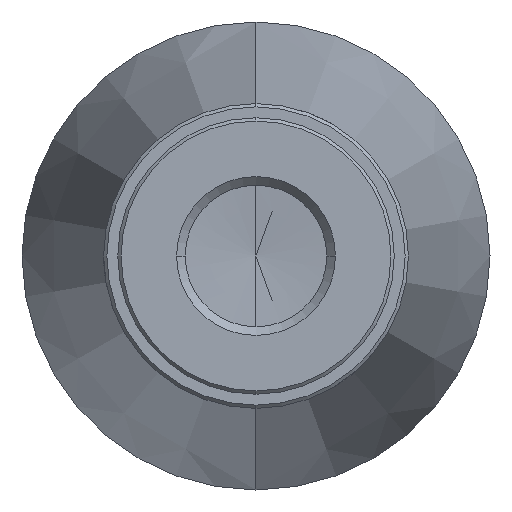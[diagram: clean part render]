
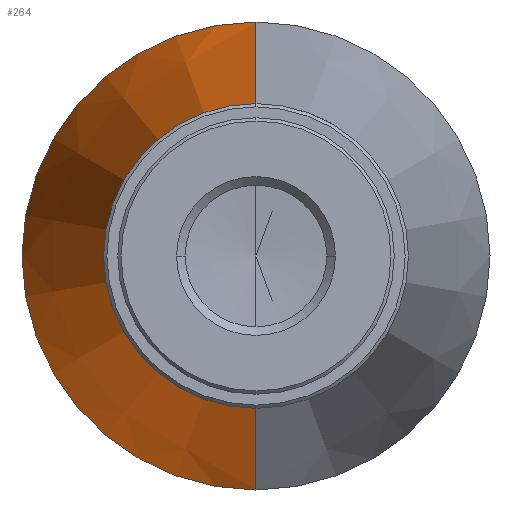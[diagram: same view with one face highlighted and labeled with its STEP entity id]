
A CAD part, left-side view. The second image highlights one B-rep face of the part: STEP entity #264.
In plain terms, the highlighted conical face has half-angle 13 degrees and reference radius 11 mm.
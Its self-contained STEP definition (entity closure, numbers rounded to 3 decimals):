
#17 = CARTESIAN_POINT ( 'NONE',  ( 9.81, 0., 11. ) ) ;
#45 = DIRECTION ( 'NONE',  ( 1., 0., 0. ) ) ;
#66 = VERTEX_POINT ( 'NONE', #930 ) ;
#102 = VECTOR ( 'NONE', #1230, 1000. ) ;
#163 = CARTESIAN_POINT ( 'NONE',  ( 55.29, 0., 0. ) ) ;
#250 = EDGE_CURVE ( 'NONE', #893, #786, #410, .T. ) ;
#264 = ADVANCED_FACE ( 'NONE', ( #890 ), #1440, .T. ) ;
#270 = ORIENTED_EDGE ( 'NONE', *, *, #291, .F. ) ;
#291 = EDGE_CURVE ( 'NONE', #893, #66, #1475, .T. ) ;
#329 = VERTEX_POINT ( 'NONE', #1364 ) ;
#410 = CIRCLE ( 'NONE', #765, 11. ) ;
#524 = DIRECTION ( 'NONE',  ( 0., -1., 0. ) ) ;
#622 = EDGE_CURVE ( 'NONE', #786, #329, #1154, .T. ) ;
#624 = CIRCLE ( 'NONE', #1286, 21.5 ) ;
#638 = CARTESIAN_POINT ( 'NONE',  ( 9.81, 0., 0. ) ) ;
#716 = AXIS2_PLACEMENT_3D ( 'NONE', #1436, #730, #740 ) ;
#730 = DIRECTION ( 'NONE',  ( 1., 0., 0. ) ) ;
#740 = DIRECTION ( 'NONE',  ( 0., 0., -1. ) ) ;
#765 = AXIS2_PLACEMENT_3D ( 'NONE', #638, #1305, #524 ) ;
#766 = DIRECTION ( 'NONE',  ( 0.974, 0., 0.225 ) ) ;
#786 = VERTEX_POINT ( 'NONE', #17 ) ;
#835 = DIRECTION ( 'NONE',  ( 0., 1., 0. ) ) ;
#890 = FACE_OUTER_BOUND ( 'NONE', #1449, .T. ) ;
#893 = VERTEX_POINT ( 'NONE', #1096 ) ;
#930 = CARTESIAN_POINT ( 'NONE',  ( 55.29, 0., -21.5 ) ) ;
#1001 = ORIENTED_EDGE ( 'NONE', *, *, #250, .T. ) ;
#1094 = CARTESIAN_POINT ( 'NONE',  ( 9.81, 0., -11. ) ) ;
#1096 = CARTESIAN_POINT ( 'NONE',  ( 9.81, 0., -11. ) ) ;
#1119 = VECTOR ( 'NONE', #766, 1000. ) ;
#1136 = ORIENTED_EDGE ( 'NONE', *, *, #622, .T. ) ;
#1154 = LINE ( 'NONE', #1229, #1119 ) ;
#1190 = ORIENTED_EDGE ( 'NONE', *, *, #1299, .F. ) ;
#1229 = CARTESIAN_POINT ( 'NONE',  ( 9.81, 0., 11. ) ) ;
#1230 = DIRECTION ( 'NONE',  ( 0.974, 0., -0.225 ) ) ;
#1286 = AXIS2_PLACEMENT_3D ( 'NONE', #163, #45, #835 ) ;
#1299 = EDGE_CURVE ( 'NONE', #66, #329, #624, .T. ) ;
#1305 = DIRECTION ( 'NONE',  ( 1., 0., 0. ) ) ;
#1364 = CARTESIAN_POINT ( 'NONE',  ( 55.29, 0., 21.5 ) ) ;
#1436 = CARTESIAN_POINT ( 'NONE',  ( 9.81, 0., 0. ) ) ;
#1440 = CONICAL_SURFACE ( 'NONE', #716, 11., 0.227 ) ;
#1449 = EDGE_LOOP ( 'NONE', ( #1001, #1136, #1190, #270 ) ) ;
#1475 = LINE ( 'NONE', #1094, #102 ) ;
